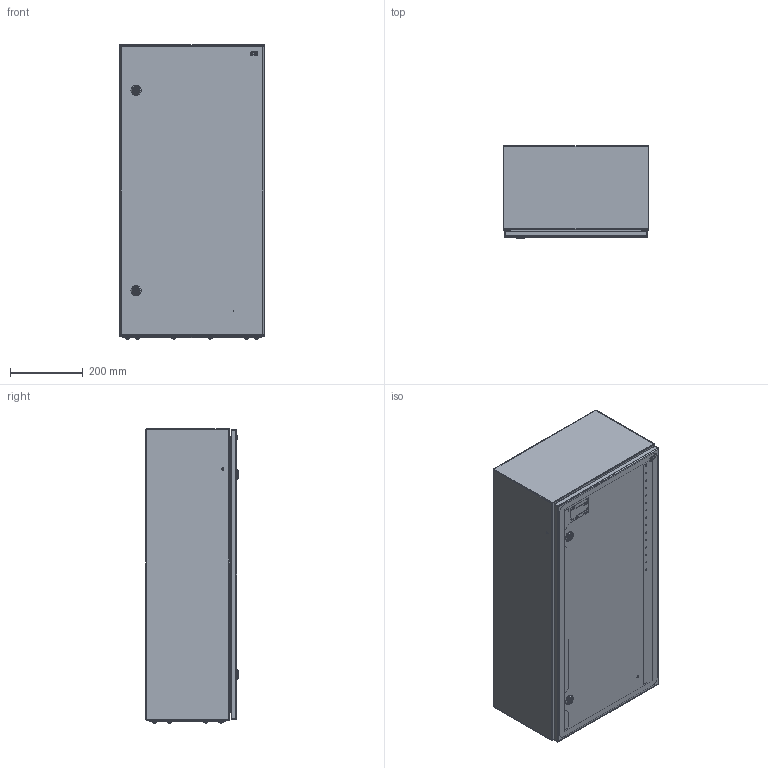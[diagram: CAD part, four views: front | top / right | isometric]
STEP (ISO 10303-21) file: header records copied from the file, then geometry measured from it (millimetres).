
FILE_DESCRIPTION((''),'2;1');
FILE_NAME('GT_80_40_25_ASM','2021-11-04T',('marketing.praksa'),('Audax d.o.o.'),'CREO PARAMETRIC BY PTC INC, 2017480','CREO PARAMETRIC BY PTC INC, 2017480','');
FILE_SCHEMA(('AUTOMOTIVE_DESIGN { 1 0 10303 214 1 1 1 1 }'));
Products named in the file (50): DRZWI_1_2_3_4_5_6_2_1_1; ZAWIAS_3_ST47_002_ELEMENT-459_1; ZAWIAS_3_ST47_002_ELEMENT-459_2; DRZWI_1_2_3_4_5_6_3_1_1; DRZWI_1_2_3_4_5_6_4_1_1; ZAWIAS_3_ST47_002_ELEMENT-459_3; DRZWI_1_2_3_4_5_6_5_1_1; 1_EB_1000-U6_H__KORPUS-45960_1_; 1_EB_1000-U6_H__WK_ADKA-45961_1; 1_EB_1000-U6_H__SRUBA-45962_1_1; DRZWI_1_2_3_4_5_6_6_1_1; 1_EB_1000-U6_H__NAKR_TKA-45964_; DRZWI_1_2_3_4_5_6_7_1_1; 1_EB_1000-U6_H__KORPUS-45966_1_; 1_EB_1000-U6_H__WK_ADKA-45967_1; 1_EB_1000-U6_H__SRUBA-45968_1_1; DRZWI_1_2_3_4_5_6_8_1_1; 1_EB_1000-U6_H__NAKR_TKA-45970_; DRZWI_1_2_3_4_5_6_9_1_1; DRZWI_1_2_3_4_5_6_10_1_1; DRZWI_1_2_3_4_5_6_11_1_1; ANSI_B27_7M_3CMI-4-45974_1_1; ANSI_B27_7M_3CMI-4-45975_1_1; DRZWI_1_2_3_4_5_6_13_1_1; DRZWI_1_2_3_4_5_6_14_1_1; ANSI_B27_7M_3CMI-4-45979_1_1; DOOR_80-40-25_1; ETI_LOGO_1_1_1_1_1_2_3_4_1_1; ETI_LOGO_2_1_1_1_1_2_3_4_1_1; ETI_LOGO_3_1_1_1_1_2_3_4_1_1; KOR_GT_80-40-25_1_1; PRZEPUST_1_2_3_4_1_1; ZAWIAS_1_2_3_4_1_1; TULEJA_1_2_3_4_1_1; PLYTA_1_2_3_4_1_1; NAKRETKA_M8_1_2_3_4_1_1; ZASLEPKA_10_7_1_2_3_4_1_1; SCREWS_80-40-25_1_1_1; SCREWS_80-40-25_1_2_1; SCREWS_80-40-25_1_3_1 ...
Assembly tree (60 placements, depth 2):
  GT_80_40_25_ASM
    DRZWI_1_2_3_4_5_6_2_1_1
    ZAWIAS_3_ST47_002_ELEMENT-459_1
    ZAWIAS_3_ST47_002_ELEMENT-459_2
    DRZWI_1_2_3_4_5_6_3_1_1
    DRZWI_1_2_3_4_5_6_4_1_1
    ZAWIAS_3_ST47_002_ELEMENT-459_3
    DRZWI_1_2_3_4_5_6_5_1_1
    1_EB_1000-U6_H__KORPUS-45960_1_
    1_EB_1000-U6_H__WK_ADKA-45961_1
    1_EB_1000-U6_H__SRUBA-45962_1_1
    DRZWI_1_2_3_4_5_6_6_1_1
    1_EB_1000-U6_H__NAKR_TKA-45964_
    DRZWI_1_2_3_4_5_6_7_1_1
    1_EB_1000-U6_H__KORPUS-45966_1_
    1_EB_1000-U6_H__WK_ADKA-45967_1
    1_EB_1000-U6_H__SRUBA-45968_1_1
    DRZWI_1_2_3_4_5_6_8_1_1
    1_EB_1000-U6_H__NAKR_TKA-45970_
    DRZWI_1_2_3_4_5_6_9_1_1
    DRZWI_1_2_3_4_5_6_10_1_1
    DRZWI_1_2_3_4_5_6_11_1_1
    ANSI_B27_7M_3CMI-4-45974_1_1
    ANSI_B27_7M_3CMI-4-45975_1_1
    DRZWI_1_2_3_4_5_6_13_1_1
    DRZWI_1_2_3_4_5_6_14_1_1
    ANSI_B27_7M_3CMI-4-45979_1_1
    DOOR_80-40-25_1
    ETI_LOGO_1_1_1_1_1_2_3_4_1_1
    ETI_LOGO_2_1_1_1_1_2_3_4_1_1
    ETI_LOGO_3_1_1_1_1_2_3_4_1_1
    KOR_GT_80-40-25_1_1
    PRZEPUST_1_2_3_4_1_1
    ZAWIAS_1_2_3_4_1_1  x3
    TULEJA_1_2_3_4_1_1  x4
    PLYTA_1_2_3_4_1_1
    NAKRETKA_M8_1_2_3_4_1_1  x4
    ZASLEPKA_10_7_1_2_3_4_1_1  x4
    SCREWS_80-40-25_1_1_1
    SCREWS_80-40-25_1_2_1
    SCREWS_80-40-25_1_3_1
    SCREWS_80-40-25_1_4_1
    SCREWS_80-40-25_1_5_1
    SCREWS_80-40-25_1_6_1
    SCREWS_80-40-25_1_7_1
    SCREWS_80-40-25_1_8_1
    SCREWS_80-40-25_1_9_1
    SCREWS_80-40-25_1_10_1
    SCREWS_80-40-25_1_11_1
    SCREWS_80-40-25_1_12_1
Bounding box: 400 x 256.1 x 808.04 mm (x, y, z)
Volume: 2629054.2 mm3; surface area: 3491274.7 mm2
Topology: 60 solids, 60 shells, 3187 faces, 8773 edges, 5835 vertices
Faces by surface type: plane 1380, cylinder 1199, torus 176, cone 142, extrusion 136, bspline 98, sphere 56
Entity records: 116654 total; most frequent: CARTESIAN_POINT 22597, DIRECTION 14221, ORIENTED_EDGE 13852, PRESENTATION_STYLE_ASSIGNMENT 7404, STYLED_ITEM 7404, CURVE_STYLE 6926, EDGE_CURVE 6926, AXIS2_PLACEMENT_3D 5324
